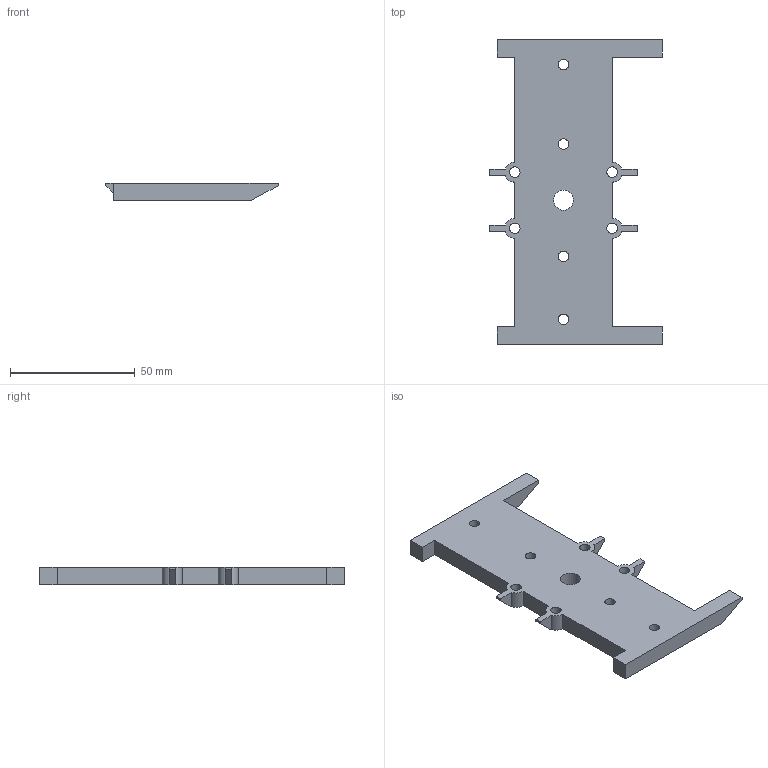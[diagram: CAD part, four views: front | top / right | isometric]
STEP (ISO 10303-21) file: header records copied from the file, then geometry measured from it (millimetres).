
FILE_DESCRIPTION(/* description */ (''),/* implementation_level */ '2;1');
FILE_NAME(/* name */ 'Left.stp',/* time_stamp */ '2020-12-05T18:15:22+01:00',/* author */ (''),/* organization */ (''),/* preprocessor_version */ 'ST-DEVELOPER v18.1',/* originating_system */ 'Autodesk Translation Framework v9.3.0.1241',/* authorisation */ '');
FILE_SCHEMA (('AUTOMOTIVE_DESIGN { 1 0 10303 214 3 1 1 }'));
Length unit declared in the file: millimetre
Products named in the file (1): Left
Bounding box: 68.99 x 122 x 7 mm (x, y, z)
Volume: 35239.5 mm3; surface area: 14461.8 mm2
Topology: 1 solids, 1 shells, 166 faces, 468 edges, 312 vertices
Faces by surface type: plane 88, bspline 61, cylinder 17
Full cylindrical faces by diameter (mm): 4.2 x8, 8 x1
Entity records: 5972 total; most frequent: CARTESIAN_POINT 1984, ORIENTED_EDGE 936, DIRECTION 592, EDGE_CURVE 468, LINE 312, VECTOR 312, VERTEX_POINT 312, EDGE_LOOP 192
